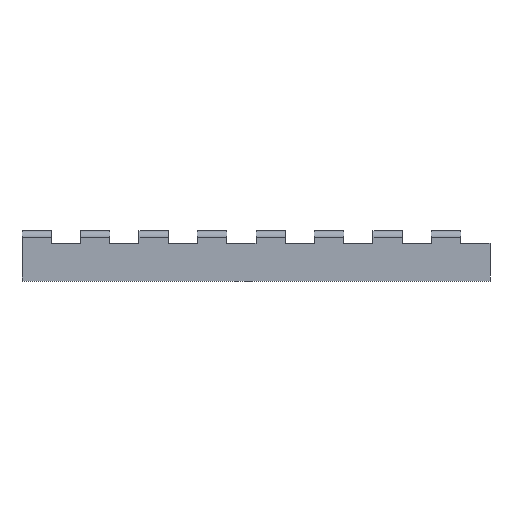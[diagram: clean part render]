
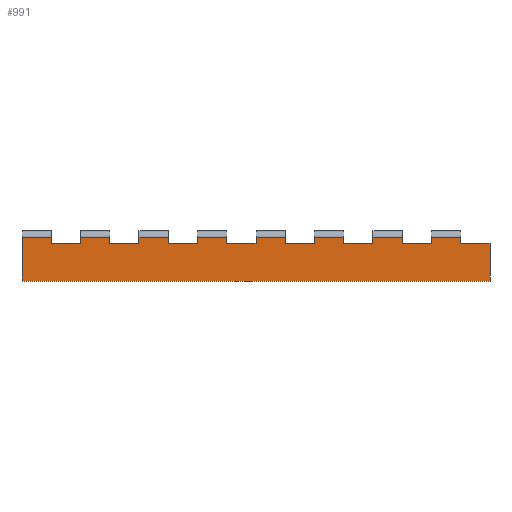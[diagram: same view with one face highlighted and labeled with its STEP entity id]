
A CAD part, top view. The second image highlights one B-rep face of the part: STEP entity #991.
In plain terms, the highlighted planar face has unit normal (0, 0, 1).
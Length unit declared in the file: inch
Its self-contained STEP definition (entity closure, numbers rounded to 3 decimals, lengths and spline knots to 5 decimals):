
#33=FACE_OUTER_BOUND('',#85,.T.);
#85=EDGE_LOOP('',(#663,#664,#665,#666,#667,#668,#669,#670,#671,#672,#673,
#674,#675,#676,#677,#678,#679,#680,#681,#682,#683,#684,#685,#686,#687,#688,
#689,#690,#691,#692,#693,#694,#695,#696));
#168=LINE('',#1427,#286);
#173=LINE('',#1440,#291);
#174=LINE('',#1444,#292);
#175=LINE('',#1446,#293);
#176=LINE('',#1448,#294);
#177=LINE('',#1449,#295);
#178=LINE('',#1451,#296);
#179=LINE('',#1453,#297);
#180=LINE('',#1455,#298);
#181=LINE('',#1457,#299);
#182=LINE('',#1459,#300);
#183=LINE('',#1461,#301);
#184=LINE('',#1463,#302);
#185=LINE('',#1465,#303);
#186=LINE('',#1467,#304);
#187=LINE('',#1469,#305);
#188=LINE('',#1471,#306);
#189=LINE('',#1473,#307);
#190=LINE('',#1475,#308);
#191=LINE('',#1477,#309);
#192=LINE('',#1479,#310);
#193=LINE('',#1481,#311);
#194=LINE('',#1483,#312);
#195=LINE('',#1485,#313);
#196=LINE('',#1487,#314);
#197=LINE('',#1489,#315);
#198=LINE('',#1491,#316);
#199=LINE('',#1493,#317);
#200=LINE('',#1495,#318);
#201=LINE('',#1497,#319);
#202=LINE('',#1499,#320);
#203=LINE('',#1501,#321);
#204=LINE('',#1503,#322);
#205=LINE('',#1504,#323);
#286=VECTOR('',#1138,1.5);
#291=VECTOR('',#1149,16.);
#292=VECTOR('',#1152,0.215);
#293=VECTOR('',#1153,1.);
#294=VECTOR('',#1154,0.215);
#295=VECTOR('',#1155,1.);
#296=VECTOR('',#1156,1.285);
#297=VECTOR('',#1157,1.);
#298=VECTOR('',#1158,0.215);
#299=VECTOR('',#1159,1.);
#300=VECTOR('',#1160,0.215);
#301=VECTOR('',#1161,1.);
#302=VECTOR('',#1162,0.215);
#303=VECTOR('',#1163,1.);
#304=VECTOR('',#1164,0.215);
#305=VECTOR('',#1165,1.);
#306=VECTOR('',#1166,0.215);
#307=VECTOR('',#1167,1.);
#308=VECTOR('',#1168,0.215);
#309=VECTOR('',#1169,1.);
#310=VECTOR('',#1170,0.215);
#311=VECTOR('',#1171,1.);
#312=VECTOR('',#1172,0.215);
#313=VECTOR('',#1173,1.);
#314=VECTOR('',#1174,0.215);
#315=VECTOR('',#1175,1.);
#316=VECTOR('',#1176,0.215);
#317=VECTOR('',#1177,1.);
#318=VECTOR('',#1178,0.215);
#319=VECTOR('',#1179,1.);
#320=VECTOR('',#1180,0.215);
#321=VECTOR('',#1181,1.);
#322=VECTOR('',#1182,0.215);
#323=VECTOR('',#1183,1.);
#404=VERTEX_POINT('',#1424);
#405=VERTEX_POINT('',#1426);
#410=VERTEX_POINT('',#1438);
#411=VERTEX_POINT('',#1442);
#412=VERTEX_POINT('',#1443);
#413=VERTEX_POINT('',#1445);
#414=VERTEX_POINT('',#1447);
#415=VERTEX_POINT('',#1450);
#416=VERTEX_POINT('',#1452);
#417=VERTEX_POINT('',#1454);
#418=VERTEX_POINT('',#1456);
#419=VERTEX_POINT('',#1458);
#420=VERTEX_POINT('',#1460);
#421=VERTEX_POINT('',#1462);
#422=VERTEX_POINT('',#1464);
#423=VERTEX_POINT('',#1466);
#424=VERTEX_POINT('',#1468);
#425=VERTEX_POINT('',#1470);
#426=VERTEX_POINT('',#1472);
#427=VERTEX_POINT('',#1474);
#428=VERTEX_POINT('',#1476);
#429=VERTEX_POINT('',#1478);
#430=VERTEX_POINT('',#1480);
#431=VERTEX_POINT('',#1482);
#432=VERTEX_POINT('',#1484);
#433=VERTEX_POINT('',#1486);
#434=VERTEX_POINT('',#1488);
#435=VERTEX_POINT('',#1490);
#436=VERTEX_POINT('',#1492);
#437=VERTEX_POINT('',#1494);
#438=VERTEX_POINT('',#1496);
#439=VERTEX_POINT('',#1498);
#440=VERTEX_POINT('',#1500);
#441=VERTEX_POINT('',#1502);
#504=EDGE_CURVE('',#404,#405,#168,.T.);
#511=EDGE_CURVE('',#410,#404,#173,.T.);
#512=EDGE_CURVE('',#411,#412,#174,.T.);
#513=EDGE_CURVE('',#411,#413,#175,.T.);
#514=EDGE_CURVE('',#413,#414,#176,.T.);
#515=EDGE_CURVE('',#414,#405,#177,.T.);
#516=EDGE_CURVE('',#410,#415,#178,.T.);
#517=EDGE_CURVE('',#416,#415,#179,.T.);
#518=EDGE_CURVE('',#416,#417,#180,.T.);
#519=EDGE_CURVE('',#417,#418,#181,.T.);
#520=EDGE_CURVE('',#419,#418,#182,.T.);
#521=EDGE_CURVE('',#419,#420,#183,.T.);
#522=EDGE_CURVE('',#420,#421,#184,.T.);
#523=EDGE_CURVE('',#421,#422,#185,.T.);
#524=EDGE_CURVE('',#423,#422,#186,.T.);
#525=EDGE_CURVE('',#423,#424,#187,.T.);
#526=EDGE_CURVE('',#424,#425,#188,.T.);
#527=EDGE_CURVE('',#425,#426,#189,.T.);
#528=EDGE_CURVE('',#427,#426,#190,.T.);
#529=EDGE_CURVE('',#427,#428,#191,.T.);
#530=EDGE_CURVE('',#428,#429,#192,.T.);
#531=EDGE_CURVE('',#429,#430,#193,.T.);
#532=EDGE_CURVE('',#431,#430,#194,.T.);
#533=EDGE_CURVE('',#431,#432,#195,.T.);
#534=EDGE_CURVE('',#432,#433,#196,.T.);
#535=EDGE_CURVE('',#433,#434,#197,.T.);
#536=EDGE_CURVE('',#435,#434,#198,.T.);
#537=EDGE_CURVE('',#435,#436,#199,.T.);
#538=EDGE_CURVE('',#436,#437,#200,.T.);
#539=EDGE_CURVE('',#437,#438,#201,.T.);
#540=EDGE_CURVE('',#439,#438,#202,.T.);
#541=EDGE_CURVE('',#439,#440,#203,.T.);
#542=EDGE_CURVE('',#440,#441,#204,.T.);
#543=EDGE_CURVE('',#441,#412,#205,.T.);
#663=ORIENTED_EDGE('',*,*,#512,.F.);
#664=ORIENTED_EDGE('',*,*,#513,.T.);
#665=ORIENTED_EDGE('',*,*,#514,.T.);
#666=ORIENTED_EDGE('',*,*,#515,.T.);
#667=ORIENTED_EDGE('',*,*,#504,.F.);
#668=ORIENTED_EDGE('',*,*,#511,.F.);
#669=ORIENTED_EDGE('',*,*,#516,.T.);
#670=ORIENTED_EDGE('',*,*,#517,.F.);
#671=ORIENTED_EDGE('',*,*,#518,.T.);
#672=ORIENTED_EDGE('',*,*,#519,.T.);
#673=ORIENTED_EDGE('',*,*,#520,.F.);
#674=ORIENTED_EDGE('',*,*,#521,.T.);
#675=ORIENTED_EDGE('',*,*,#522,.T.);
#676=ORIENTED_EDGE('',*,*,#523,.T.);
#677=ORIENTED_EDGE('',*,*,#524,.F.);
#678=ORIENTED_EDGE('',*,*,#525,.T.);
#679=ORIENTED_EDGE('',*,*,#526,.T.);
#680=ORIENTED_EDGE('',*,*,#527,.T.);
#681=ORIENTED_EDGE('',*,*,#528,.F.);
#682=ORIENTED_EDGE('',*,*,#529,.T.);
#683=ORIENTED_EDGE('',*,*,#530,.T.);
#684=ORIENTED_EDGE('',*,*,#531,.T.);
#685=ORIENTED_EDGE('',*,*,#532,.F.);
#686=ORIENTED_EDGE('',*,*,#533,.T.);
#687=ORIENTED_EDGE('',*,*,#534,.T.);
#688=ORIENTED_EDGE('',*,*,#535,.T.);
#689=ORIENTED_EDGE('',*,*,#536,.F.);
#690=ORIENTED_EDGE('',*,*,#537,.T.);
#691=ORIENTED_EDGE('',*,*,#538,.T.);
#692=ORIENTED_EDGE('',*,*,#539,.T.);
#693=ORIENTED_EDGE('',*,*,#540,.F.);
#694=ORIENTED_EDGE('',*,*,#541,.T.);
#695=ORIENTED_EDGE('',*,*,#542,.T.);
#696=ORIENTED_EDGE('',*,*,#543,.T.);
#955=PLANE('',#1053);
#991=ADVANCED_FACE('',(#33),#955,.T.);
#1053=AXIS2_PLACEMENT_3D('',#1441,#1150,#1151);
#1138=DIRECTION('',(0.,1.,0.));
#1149=DIRECTION('',(-1.,0.,0.));
#1150=DIRECTION('center_axis',(0.,0.,1.));
#1151=DIRECTION('ref_axis',(0.,-1.,0.));
#1152=DIRECTION('',(0.,1.,0.));
#1153=DIRECTION('',(-1.,0.,0.));
#1154=DIRECTION('',(0.,1.,0.));
#1155=DIRECTION('',(-1.,0.,0.));
#1156=DIRECTION('',(0.,1.,0.));
#1157=DIRECTION('',(1.,0.,0.));
#1158=DIRECTION('',(0.,1.,0.));
#1159=DIRECTION('',(-1.,0.,0.));
#1160=DIRECTION('',(0.,1.,0.));
#1161=DIRECTION('',(-1.,0.,0.));
#1162=DIRECTION('',(0.,1.,0.));
#1163=DIRECTION('',(-1.,0.,0.));
#1164=DIRECTION('',(0.,1.,0.));
#1165=DIRECTION('',(-1.,0.,0.));
#1166=DIRECTION('',(0.,1.,0.));
#1167=DIRECTION('',(-1.,0.,0.));
#1168=DIRECTION('',(0.,1.,0.));
#1169=DIRECTION('',(-1.,0.,0.));
#1170=DIRECTION('',(0.,1.,0.));
#1171=DIRECTION('',(-1.,0.,0.));
#1172=DIRECTION('',(0.,1.,0.));
#1173=DIRECTION('',(-1.,0.,0.));
#1174=DIRECTION('',(0.,1.,0.));
#1175=DIRECTION('',(-1.,0.,0.));
#1176=DIRECTION('',(0.,1.,0.));
#1177=DIRECTION('',(-1.,0.,0.));
#1178=DIRECTION('',(0.,1.,0.));
#1179=DIRECTION('',(-1.,0.,0.));
#1180=DIRECTION('',(0.,1.,0.));
#1181=DIRECTION('',(-1.,0.,0.));
#1182=DIRECTION('',(0.,1.,0.));
#1183=DIRECTION('',(-1.,0.,0.));
#1424=CARTESIAN_POINT('',(-8.,-1.5,0.));
#1426=CARTESIAN_POINT('',(-8.,0.,0.));
#1427=CARTESIAN_POINT('',(-8.,-1.5,0.));
#1438=CARTESIAN_POINT('',(8.,-1.5,0.));
#1440=CARTESIAN_POINT('',(8.,-1.5,0.));
#1441=CARTESIAN_POINT('Origin',(-8.,0.,0.));
#1442=CARTESIAN_POINT('',(-6.,-0.215,0.));
#1443=CARTESIAN_POINT('',(-6.,0.,0.));
#1444=CARTESIAN_POINT('',(-6.,-0.215,0.));
#1445=CARTESIAN_POINT('',(-7.,-0.215,0.));
#1446=CARTESIAN_POINT('',(-6.,-0.215,0.));
#1447=CARTESIAN_POINT('',(-7.,0.,0.));
#1448=CARTESIAN_POINT('',(-7.,-0.215,0.));
#1449=CARTESIAN_POINT('',(-7.,0.,0.));
#1450=CARTESIAN_POINT('',(8.,-0.215,0.));
#1451=CARTESIAN_POINT('',(8.,-1.5,0.));
#1452=CARTESIAN_POINT('',(7.,-0.215,0.));
#1453=CARTESIAN_POINT('',(7.,-0.215,0.));
#1454=CARTESIAN_POINT('',(7.,0.,0.));
#1455=CARTESIAN_POINT('',(7.,-0.215,0.));
#1456=CARTESIAN_POINT('',(6.,0.,0.));
#1457=CARTESIAN_POINT('',(7.,0.,0.));
#1458=CARTESIAN_POINT('',(6.,-0.215,0.));
#1459=CARTESIAN_POINT('',(6.,-0.215,0.));
#1460=CARTESIAN_POINT('',(5.,-0.215,0.));
#1461=CARTESIAN_POINT('',(6.,-0.215,0.));
#1462=CARTESIAN_POINT('',(5.,0.,0.));
#1463=CARTESIAN_POINT('',(5.,-0.215,0.));
#1464=CARTESIAN_POINT('',(4.,0.,0.));
#1465=CARTESIAN_POINT('',(5.,0.,0.));
#1466=CARTESIAN_POINT('',(4.,-0.215,0.));
#1467=CARTESIAN_POINT('',(4.,-0.215,0.));
#1468=CARTESIAN_POINT('',(3.,-0.215,0.));
#1469=CARTESIAN_POINT('',(4.,-0.215,0.));
#1470=CARTESIAN_POINT('',(3.,0.,0.));
#1471=CARTESIAN_POINT('',(3.,-0.215,0.));
#1472=CARTESIAN_POINT('',(2.,0.,0.));
#1473=CARTESIAN_POINT('',(3.,0.,0.));
#1474=CARTESIAN_POINT('',(2.,-0.215,0.));
#1475=CARTESIAN_POINT('',(2.,-0.215,0.));
#1476=CARTESIAN_POINT('',(1.,-0.215,0.));
#1477=CARTESIAN_POINT('',(2.,-0.215,0.));
#1478=CARTESIAN_POINT('',(1.,0.,0.));
#1479=CARTESIAN_POINT('',(1.,-0.215,0.));
#1480=CARTESIAN_POINT('',(0.,0.,0.));
#1481=CARTESIAN_POINT('',(1.,0.,0.));
#1482=CARTESIAN_POINT('',(0.,-0.215,0.));
#1483=CARTESIAN_POINT('',(0.,-0.215,0.));
#1484=CARTESIAN_POINT('',(-1.,-0.215,0.));
#1485=CARTESIAN_POINT('',(0.,-0.215,0.));
#1486=CARTESIAN_POINT('',(-1.,0.,0.));
#1487=CARTESIAN_POINT('',(-1.,-0.215,0.));
#1488=CARTESIAN_POINT('',(-2.,0.,0.));
#1489=CARTESIAN_POINT('',(-1.,0.,0.));
#1490=CARTESIAN_POINT('',(-2.,-0.215,0.));
#1491=CARTESIAN_POINT('',(-2.,-0.215,0.));
#1492=CARTESIAN_POINT('',(-3.,-0.215,0.));
#1493=CARTESIAN_POINT('',(-2.,-0.215,0.));
#1494=CARTESIAN_POINT('',(-3.,0.,0.));
#1495=CARTESIAN_POINT('',(-3.,-0.215,0.));
#1496=CARTESIAN_POINT('',(-4.,0.,0.));
#1497=CARTESIAN_POINT('',(-3.,0.,0.));
#1498=CARTESIAN_POINT('',(-4.,-0.215,0.));
#1499=CARTESIAN_POINT('',(-4.,-0.215,0.));
#1500=CARTESIAN_POINT('',(-5.,-0.215,0.));
#1501=CARTESIAN_POINT('',(-4.,-0.215,0.));
#1502=CARTESIAN_POINT('',(-5.,0.,0.));
#1503=CARTESIAN_POINT('',(-5.,-0.215,0.));
#1504=CARTESIAN_POINT('',(-5.,0.,0.));
